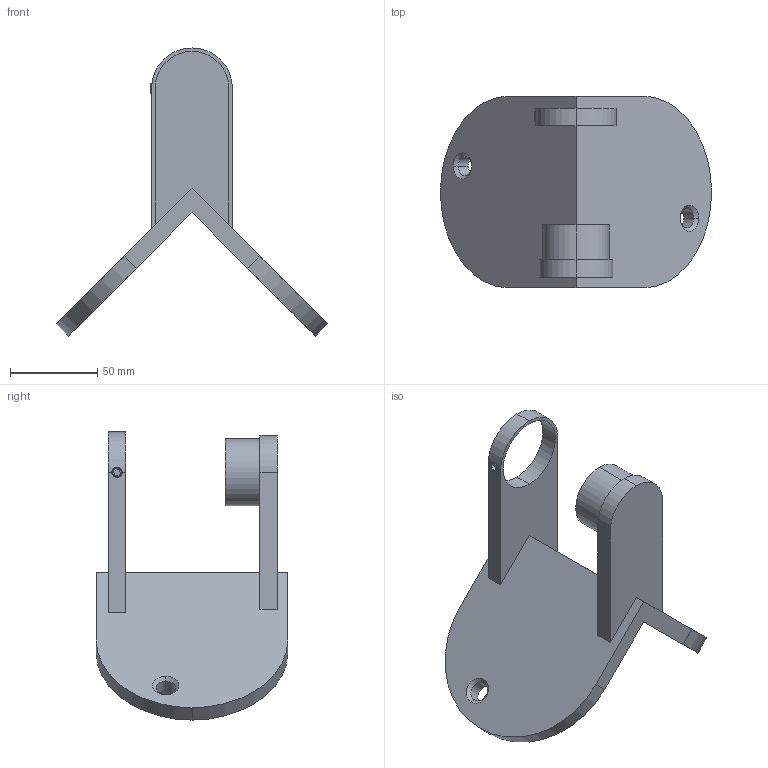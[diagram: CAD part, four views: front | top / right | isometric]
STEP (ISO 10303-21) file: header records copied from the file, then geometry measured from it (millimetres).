
FILE_DESCRIPTION (( 'STEP AP203' ), '1' );
FILE_NAME ('3D_GB3204_42,4_188746450.STEP', '2024-10-25T13:39:59', ( '' ), ( '' ), 'SwSTEP 2.0', 'SolidWorks 2023', '' );
FILE_SCHEMA (( 'CONFIG_CONTROL_DESIGN' ));
Length unit declared in the file: millimetre
Products named in the file (1): 3D_GB3204_42,4_188746450
Bounding box: 155.56 x 110 x 165.33 mm (x, y, z)
Volume: 269688.5 mm3; surface area: 70973.4 mm2
Topology: 4 solids, 4 shells, 59 faces, 139 edges, 90 vertices
Faces by surface type: plane 29, cylinder 22, cone 6, torus 2
Entity records: 1880 total; most frequent: CARTESIAN_POINT 389, DIRECTION 307, ORIENTED_EDGE 278, EDGE_CURVE 139, AXIS2_PLACEMENT_3D 112, VERTEX_POINT 90, LINE 83, VECTOR 83
